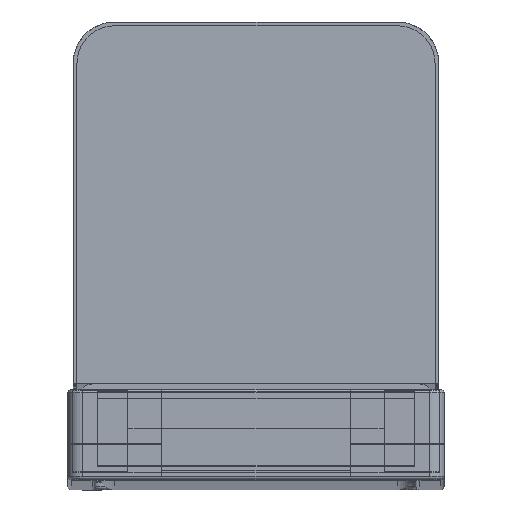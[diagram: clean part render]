
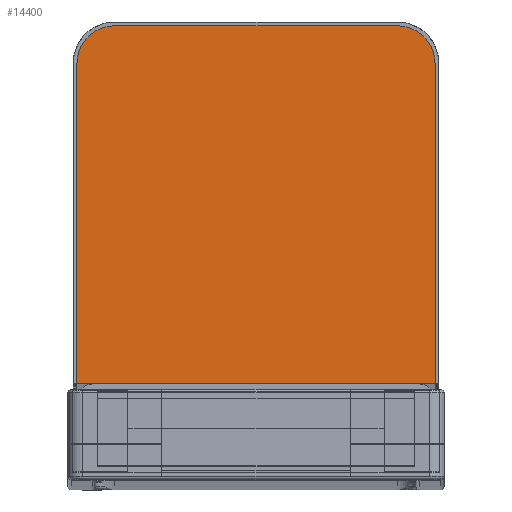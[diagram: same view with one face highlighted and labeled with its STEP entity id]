
A CAD part, top view. The second image highlights one B-rep face of the part: STEP entity #14400.
In plain terms, the highlighted planar face has unit normal (0, 0, 1).
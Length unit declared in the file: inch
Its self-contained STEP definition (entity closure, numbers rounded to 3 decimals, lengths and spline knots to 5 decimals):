
#738 = DIRECTION ( 'NONE',  ( 1., 0., 0. ) ) ;
#1186 = DIRECTION ( 'NONE',  ( 1., 0., 0. ) ) ;
#2630 = DIRECTION ( 'NONE',  ( 1., 0., 0. ) ) ;
#2689 = CIRCLE ( 'NONE', #16338, 0.3937 ) ;
#2769 = VERTEX_POINT ( 'NONE', #4815 ) ;
#3124 = ORIENTED_EDGE ( 'NONE', *, *, #15936, .T. ) ;
#3624 = VERTEX_POINT ( 'NONE', #22458 ) ;
#4418 = PLANE ( 'NONE',  #7562 ) ;
#4602 = CARTESIAN_POINT ( 'NONE',  ( -1.87008, 4.35039, 29.94094 ) ) ;
#4815 = CARTESIAN_POINT ( 'NONE',  ( 1.87008, 4.35039, 29.94094 ) ) ;
#5859 = LINE ( 'NONE', #17916, #22728 ) ;
#5862 = FACE_OUTER_BOUND ( 'NONE', #9092, .T. ) ;
#6290 = ORIENTED_EDGE ( 'NONE', *, *, #9310, .T. ) ;
#6872 = ORIENTED_EDGE ( 'NONE', *, *, #13095, .T. ) ;
#7379 = CIRCLE ( 'NONE', #23386, 0.3937 ) ;
#7445 = CARTESIAN_POINT ( 'NONE',  ( 1.87008, 1.00394, 29.94094 ) ) ;
#7562 = AXIS2_PLACEMENT_3D ( 'NONE', #23212, #17701, #738 ) ;
#7953 = DIRECTION ( 'NONE',  ( 1., 0., 0. ) ) ;
#8256 = EDGE_CURVE ( 'NONE', #14331, #2769, #23043, .T. ) ;
#8483 = DIRECTION ( 'NONE',  ( 0., 1., 0. ) ) ;
#9092 = EDGE_LOOP ( 'NONE', ( #6872, #14002, #9678, #12705, #6290, #3124 ) ) ;
#9279 = VERTEX_POINT ( 'NONE', #4602 ) ;
#9310 = EDGE_CURVE ( 'NONE', #18438, #9279, #7379, .T. ) ;
#9648 = LINE ( 'NONE', #10222, #20379 ) ;
#9678 = ORIENTED_EDGE ( 'NONE', *, *, #19502, .T. ) ;
#10021 = CARTESIAN_POINT ( 'NONE',  ( -1.87008, 4.35039, 29.94094 ) ) ;
#10222 = CARTESIAN_POINT ( 'NONE',  ( 1.47638, 4.74409, 29.94094 ) ) ;
#11808 = CARTESIAN_POINT ( 'NONE',  ( 1.87008, 1.00394, 29.94094 ) ) ;
#12705 = ORIENTED_EDGE ( 'NONE', *, *, #13173, .T. ) ;
#13095 = EDGE_CURVE ( 'NONE', #16139, #14331, #5859, .T. ) ;
#13173 = EDGE_CURVE ( 'NONE', #3624, #18438, #9648, .T. ) ;
#13309 = DIRECTION ( 'NONE',  ( -1., 0., 0. ) ) ;
#13597 = VECTOR ( 'NONE', #8483, 39.37008 ) ;
#13863 = CARTESIAN_POINT ( 'NONE',  ( -1.47638, 4.35039, 29.94094 ) ) ;
#14002 = ORIENTED_EDGE ( 'NONE', *, *, #8256, .T. ) ;
#14048 = CARTESIAN_POINT ( 'NONE',  ( 1.47638, 4.35039, 29.94094 ) ) ;
#14331 = VERTEX_POINT ( 'NONE', #7445 ) ;
#14400 = ADVANCED_FACE ( 'NONE', ( #5862 ), #4418, .T. ) ;
#15538 = DIRECTION ( 'NONE',  ( 0., 0., 1. ) ) ;
#15655 = LINE ( 'NONE', #10021, #16197 ) ;
#15936 = EDGE_CURVE ( 'NONE', #9279, #16139, #15655, .T. ) ;
#16139 = VERTEX_POINT ( 'NONE', #22230 ) ;
#16197 = VECTOR ( 'NONE', #23339, 39.37008 ) ;
#16338 = AXIS2_PLACEMENT_3D ( 'NONE', #14048, #15538, #7953 ) ;
#17701 = DIRECTION ( 'NONE',  ( 0., 0., 1. ) ) ;
#17916 = CARTESIAN_POINT ( 'NONE',  ( -1.87008, 1.00394, 29.94094 ) ) ;
#18438 = VERTEX_POINT ( 'NONE', #20569 ) ;
#19502 = EDGE_CURVE ( 'NONE', #2769, #3624, #2689, .T. ) ;
#20379 = VECTOR ( 'NONE', #13309, 39.37008 ) ;
#20569 = CARTESIAN_POINT ( 'NONE',  ( -1.47638, 4.74409, 29.94094 ) ) ;
#21796 = DIRECTION ( 'NONE',  ( 0., 0., 1. ) ) ;
#22230 = CARTESIAN_POINT ( 'NONE',  ( -1.87008, 1.00394, 29.94094 ) ) ;
#22458 = CARTESIAN_POINT ( 'NONE',  ( 1.47638, 4.74409, 29.94094 ) ) ;
#22728 = VECTOR ( 'NONE', #1186, 39.37008 ) ;
#23043 = LINE ( 'NONE', #11808, #13597 ) ;
#23212 = CARTESIAN_POINT ( 'NONE',  ( 1.47638, 4.35039, 29.94094 ) ) ;
#23339 = DIRECTION ( 'NONE',  ( 0., -1., 0. ) ) ;
#23386 = AXIS2_PLACEMENT_3D ( 'NONE', #13863, #21796, #2630 ) ;
